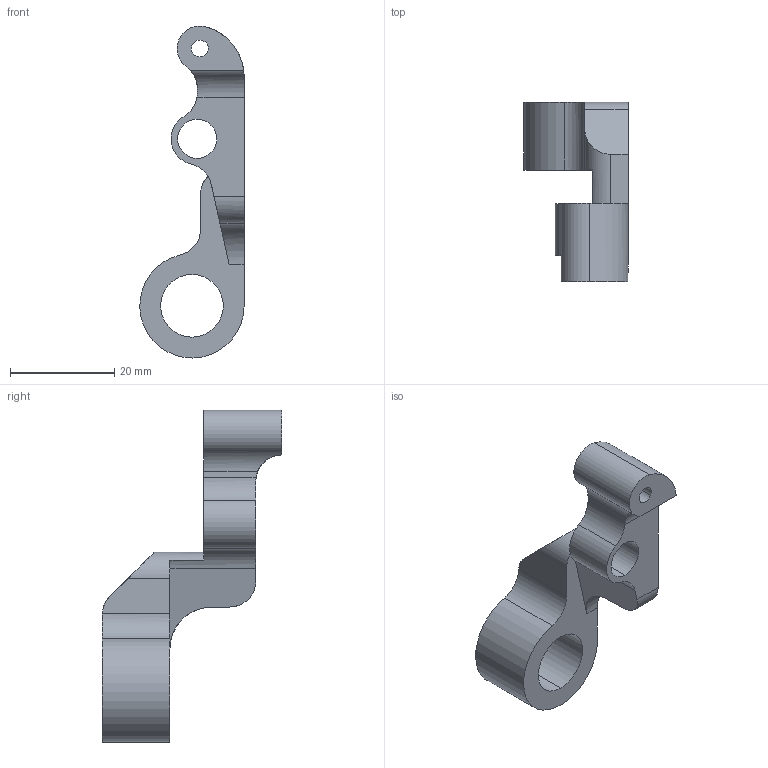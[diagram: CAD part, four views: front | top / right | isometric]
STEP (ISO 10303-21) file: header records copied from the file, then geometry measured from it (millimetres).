
FILE_DESCRIPTION(('CATIA V5 STEP Exchange','CAx-IF Rec.Pracs.--- Model Styling and Organization---1.2---2011-12-15'),'2;1');
FILE_NAME('Epingle_Sup_Tendeur_RT.stp','2022-01-29T08:53:01+00:00',('none'),('none'),'Version 5-6 Release 2012','CATIA V5 STEP AP214','none');
FILE_SCHEMA(('AUTOMOTIVE_DESIGN { 1 0 10303 214 1 1 1 1 }'));
Length unit declared in the file: millimetre
Products named in the file (1): Epingle_Sup_Tendeur
Bounding box: 19.99 x 34.45 x 63.61 mm (x, y, z)
Volume: 8153.6 mm3; surface area: 4497.7 mm2
Topology: 1 solids, 1 shells, 31 faces, 87 edges, 58 vertices
Faces by surface type: cylinder 19, plane 12
Entity records: 1033 total; most frequent: CARTESIAN_POINT 222, ORIENTED_EDGE 174, DIRECTION 136, EDGE_CURVE 87, AXIS2_PLACEMENT_3D 66, VERTEX_POINT 58, VECTOR 43, LINE 43
